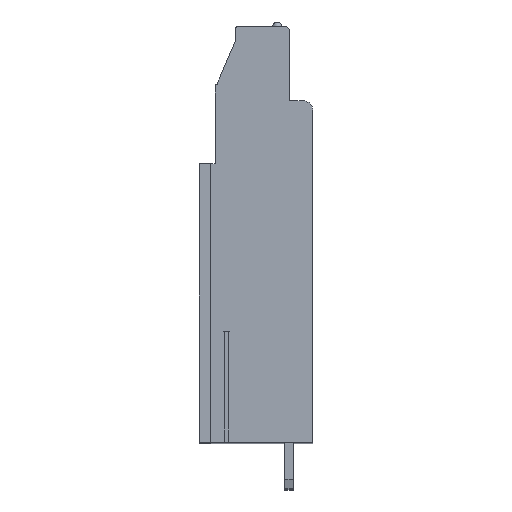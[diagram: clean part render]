
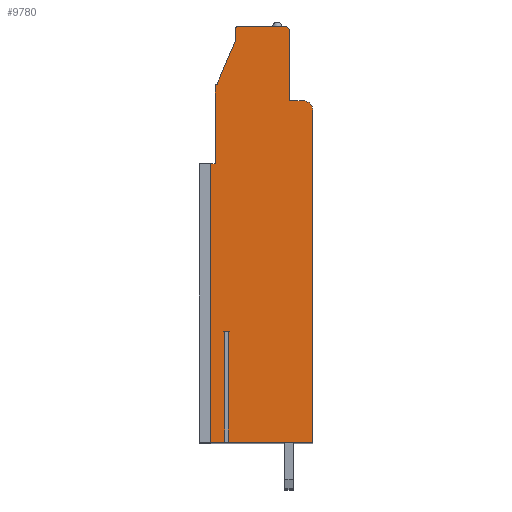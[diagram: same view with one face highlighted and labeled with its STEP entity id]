
A CAD part, top view. The second image highlights one B-rep face of the part: STEP entity #9780.
In plain terms, the highlighted planar face has unit normal (0, 0, 1).
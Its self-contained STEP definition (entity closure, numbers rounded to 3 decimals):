
#13=DIRECTION('',(0.,1.,0.));
#14=VECTOR('',#13,30.);
#15=CARTESIAN_POINT('',(-5.16,-17.199,93.98));
#16=LINE('',#15,#14);
#17=DIRECTION('',(-1.,0.,0.));
#18=VECTOR('',#17,0.5);
#19=CARTESIAN_POINT('',(-4.66,12.801,93.98));
#20=LINE('',#19,#18);
#21=DIRECTION('',(0.,-1.,0.));
#22=VECTOR('',#21,8.4);
#23=CARTESIAN_POINT('',(-4.66,21.201,93.98));
#24=LINE('',#23,#22);
#25=CARTESIAN_POINT('',(-4.46,21.201,93.98));
#26=DIRECTION('',(0.,0.,1.));
#27=DIRECTION('',(0.,1.,0.));
#28=AXIS2_PLACEMENT_3D('',#25,#26,#27);
#30=DIRECTION('',(-0.392,-0.92,0.));
#31=VECTOR('',#30,5.108);
#32=CARTESIAN_POINT('',(-2.46,26.101,93.98));
#33=LINE('',#32,#31);
#34=DIRECTION('',(0.,-1.,0.));
#35=VECTOR('',#34,1.2);
#36=CARTESIAN_POINT('',(-2.46,27.301,93.98));
#37=LINE('',#36,#35);
#38=CARTESIAN_POINT('',(-2.16,27.301,93.98));
#39=DIRECTION('',(0.,0.,1.));
#40=DIRECTION('',(0.,1.,0.));
#41=AXIS2_PLACEMENT_3D('',#38,#39,#40);
#43=DIRECTION('',(-1.,0.,0.));
#44=VECTOR('',#43,5.);
#45=CARTESIAN_POINT('',(2.84,27.601,93.98));
#46=LINE('',#45,#44);
#47=CARTESIAN_POINT('',(2.84,27.101,93.98));
#48=DIRECTION('',(0.,0.,1.));
#49=DIRECTION('',(1.,0.,0.));
#50=AXIS2_PLACEMENT_3D('',#47,#48,#49);
#52=DIRECTION('',(0.,1.,0.));
#53=VECTOR('',#52,7.5);
#54=CARTESIAN_POINT('',(3.34,19.601,93.98));
#55=LINE('',#54,#53);
#56=DIRECTION('',(-1.,0.,0.));
#57=VECTOR('',#56,1.5);
#58=CARTESIAN_POINT('',(4.84,19.601,93.98));
#59=LINE('',#58,#57);
#60=CARTESIAN_POINT('',(4.84,18.601,93.98));
#61=DIRECTION('',(0.,0.,1.));
#62=DIRECTION('',(1.,0.,0.));
#63=AXIS2_PLACEMENT_3D('',#60,#61,#62);
#65=DIRECTION('',(0.,1.,0.));
#66=VECTOR('',#65,35.8);
#67=CARTESIAN_POINT('',(5.84,-17.199,93.98));
#68=LINE('',#67,#66);
#69=DIRECTION('',(1.,0.,0.));
#70=VECTOR('',#69,9.11);
#71=CARTESIAN_POINT('',(-3.27,-17.199,93.98));
#72=LINE('',#71,#70);
#73=DIRECTION('',(0.,1.,0.));
#74=VECTOR('',#73,11.95);
#75=CARTESIAN_POINT('',(-3.27,-17.199,93.98));
#76=LINE('',#75,#74);
#77=DIRECTION('',(-1.,0.,0.));
#78=VECTOR('',#77,0.38);
#79=CARTESIAN_POINT('',(-3.27,-5.249,93.98));
#80=LINE('',#79,#78);
#81=DIRECTION('',(0.,1.,0.));
#82=VECTOR('',#81,11.95);
#83=CARTESIAN_POINT('',(-3.65,-17.199,93.98));
#84=LINE('',#83,#82);
#85=DIRECTION('',(1.,0.,0.));
#86=VECTOR('',#85,1.51);
#87=CARTESIAN_POINT('',(-5.16,-17.199,93.98));
#88=LINE('',#87,#86);
#7507=CARTESIAN_POINT('',(5.84,-17.199,93.98));
#7508=CARTESIAN_POINT('',(5.84,18.601,93.98));
#7509=VERTEX_POINT('',#7507);
#7510=VERTEX_POINT('',#7508);
#7511=CARTESIAN_POINT('',(4.84,19.601,93.98));
#7512=VERTEX_POINT('',#7511);
#7513=CARTESIAN_POINT('',(3.34,19.601,93.98));
#7514=VERTEX_POINT('',#7513);
#7515=CARTESIAN_POINT('',(3.34,27.101,93.98));
#7516=VERTEX_POINT('',#7515);
#7517=CARTESIAN_POINT('',(2.84,27.601,93.98));
#7518=VERTEX_POINT('',#7517);
#7519=CARTESIAN_POINT('',(-2.16,27.601,93.98));
#7520=VERTEX_POINT('',#7519);
#7521=CARTESIAN_POINT('',(-2.46,27.301,93.98));
#7522=VERTEX_POINT('',#7521);
#7523=CARTESIAN_POINT('',(-2.46,26.101,93.98));
#7524=VERTEX_POINT('',#7523);
#7525=CARTESIAN_POINT('',(-4.46,21.401,93.98));
#7526=VERTEX_POINT('',#7525);
#7527=CARTESIAN_POINT('',(-4.66,21.201,93.98));
#7528=VERTEX_POINT('',#7527);
#7529=CARTESIAN_POINT('',(-4.66,12.801,93.98));
#7530=VERTEX_POINT('',#7529);
#7643=CARTESIAN_POINT('',(-3.27,-5.249,93.98));
#7644=CARTESIAN_POINT('',(-3.65,-5.249,93.98));
#7645=VERTEX_POINT('',#7643);
#7646=VERTEX_POINT('',#7644);
#7647=CARTESIAN_POINT('',(-3.27,-17.199,93.98));
#7648=VERTEX_POINT('',#7647);
#7649=CARTESIAN_POINT('',(-3.65,-17.199,93.98));
#7650=VERTEX_POINT('',#7649);
#7659=CARTESIAN_POINT('',(-5.16,-17.199,93.98));
#7660=CARTESIAN_POINT('',(-5.16,12.801,93.98));
#7661=VERTEX_POINT('',#7659);
#7662=VERTEX_POINT('',#7660);
#9737=CARTESIAN_POINT('',(0.,0.,93.98));
#9738=DIRECTION('',(0.,0.,1.));
#9739=DIRECTION('',(1.,0.,0.));
#9740=AXIS2_PLACEMENT_3D('',#9737,#9738,#9739);
#9741=PLANE('',#9740);
#9743=ORIENTED_EDGE('',*,*,#9742,.T.);
#9745=ORIENTED_EDGE('',*,*,#9744,.F.);
#9747=ORIENTED_EDGE('',*,*,#9746,.F.);
#9749=ORIENTED_EDGE('',*,*,#9748,.F.);
#9751=ORIENTED_EDGE('',*,*,#9750,.F.);
#9753=ORIENTED_EDGE('',*,*,#9752,.F.);
#9755=ORIENTED_EDGE('',*,*,#9754,.F.);
#9757=ORIENTED_EDGE('',*,*,#9756,.F.);
#9759=ORIENTED_EDGE('',*,*,#9758,.F.);
#9761=ORIENTED_EDGE('',*,*,#9760,.F.);
#9763=ORIENTED_EDGE('',*,*,#9762,.F.);
#9765=ORIENTED_EDGE('',*,*,#9764,.F.);
#9767=ORIENTED_EDGE('',*,*,#9766,.F.);
#9769=ORIENTED_EDGE('',*,*,#9768,.F.);
#9771=ORIENTED_EDGE('',*,*,#9770,.T.);
#9773=ORIENTED_EDGE('',*,*,#9772,.T.);
#9775=ORIENTED_EDGE('',*,*,#9774,.F.);
#9777=ORIENTED_EDGE('',*,*,#9776,.F.);
#9778=EDGE_LOOP('',(#9743,#9745,#9747,#9749,#9751,#9753,#9755,#9757,#9759,#9761,
#9763,#9765,#9767,#9769,#9771,#9773,#9775,#9777));
#9779=FACE_OUTER_BOUND('',#9778,.F.);
#29=CIRCLE('',#28,0.2);
#42=CIRCLE('',#41,0.3);
#51=CIRCLE('',#50,0.5);
#64=CIRCLE('',#63,1.);
#9742=EDGE_CURVE('',#7661,#7662,#16,.T.);
#9744=EDGE_CURVE('',#7530,#7662,#20,.T.);
#9746=EDGE_CURVE('',#7528,#7530,#24,.T.);
#9748=EDGE_CURVE('',#7526,#7528,#29,.T.);
#9750=EDGE_CURVE('',#7524,#7526,#33,.T.);
#9752=EDGE_CURVE('',#7522,#7524,#37,.T.);
#9754=EDGE_CURVE('',#7520,#7522,#42,.T.);
#9756=EDGE_CURVE('',#7518,#7520,#46,.T.);
#9758=EDGE_CURVE('',#7516,#7518,#51,.T.);
#9760=EDGE_CURVE('',#7514,#7516,#55,.T.);
#9762=EDGE_CURVE('',#7512,#7514,#59,.T.);
#9764=EDGE_CURVE('',#7510,#7512,#64,.T.);
#9766=EDGE_CURVE('',#7509,#7510,#68,.T.);
#9768=EDGE_CURVE('',#7648,#7509,#72,.T.);
#9770=EDGE_CURVE('',#7648,#7645,#76,.T.);
#9772=EDGE_CURVE('',#7645,#7646,#80,.T.);
#9774=EDGE_CURVE('',#7650,#7646,#84,.T.);
#9776=EDGE_CURVE('',#7661,#7650,#88,.T.);
#9780=ADVANCED_FACE('',(#9779),#9741,.T.);
